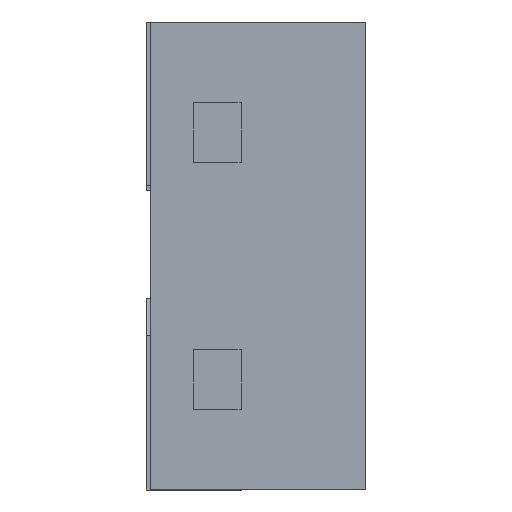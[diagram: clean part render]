
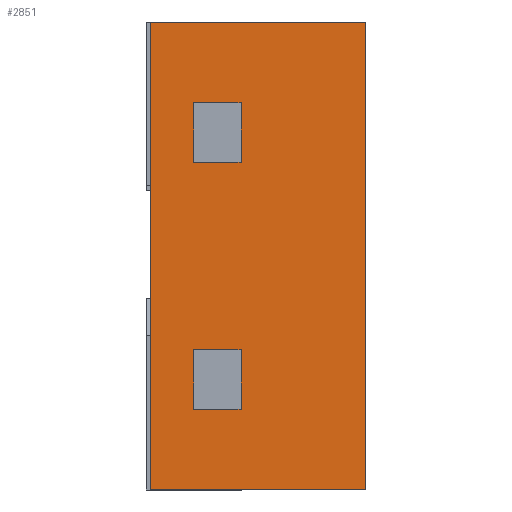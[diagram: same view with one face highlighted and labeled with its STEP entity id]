
A CAD part, left-side view. The second image highlights one B-rep face of the part: STEP entity #2851.
In plain terms, the highlighted planar face has unit normal (-1, 0, 0).
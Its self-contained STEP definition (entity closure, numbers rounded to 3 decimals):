
#124 = VERTEX_POINT ( 'NONE', #2388 ) ;
#131 = DIRECTION ( 'NONE',  ( 0., -1., 0. ) ) ;
#146 = VECTOR ( 'NONE', #2840, 1000. ) ;
#362 = LINE ( 'NONE', #2379, #1907 ) ;
#418 = CARTESIAN_POINT ( 'NONE',  ( 0., 0.46, -0.999 ) ) ;
#471 = VECTOR ( 'NONE', #1274, 1000. ) ;
#669 = VERTEX_POINT ( 'NONE', #2747 ) ;
#858 = EDGE_CURVE ( 'NONE', #2154, #124, #3684, .T. ) ;
#1132 = CARTESIAN_POINT ( 'NONE',  ( 0., 0., 0. ) ) ;
#1274 = DIRECTION ( 'NONE',  ( 0., -1., 0. ) ) ;
#1304 = EDGE_LOOP ( 'NONE', ( #2113, #3632, #1572, #3569 ) ) ;
#1572 = ORIENTED_EDGE ( 'NONE', *, *, #2580, .F. ) ;
#1706 = DIRECTION ( 'NONE',  ( 0., 0., -1. ) ) ;
#1725 = EDGE_CURVE ( 'NONE', #1979, #2154, #3561, .T. ) ;
#1726 = PLANE ( 'NONE',  #3433 ) ;
#1907 = VECTOR ( 'NONE', #3236, 1000. ) ;
#1979 = VERTEX_POINT ( 'NONE', #3158 ) ;
#2113 = ORIENTED_EDGE ( 'NONE', *, *, #858, .T. ) ;
#2154 = VERTEX_POINT ( 'NONE', #2746 ) ;
#2257 = DIRECTION ( 'NONE',  ( 1., 0., 0. ) ) ;
#2379 = CARTESIAN_POINT ( 'NONE',  ( 0., 0.46, 0. ) ) ;
#2388 = CARTESIAN_POINT ( 'NONE',  ( 0., 0., 0. ) ) ;
#2418 = EDGE_CURVE ( 'NONE', #669, #124, #2720, .T. ) ;
#2580 = EDGE_CURVE ( 'NONE', #1979, #669, #362, .T. ) ;
#2720 = LINE ( 'NONE', #3045, #3125 ) ;
#2746 = CARTESIAN_POINT ( 'NONE',  ( 0., 0., -0.999 ) ) ;
#2747 = CARTESIAN_POINT ( 'NONE',  ( 0., 0.46, 0. ) ) ;
#2840 = DIRECTION ( 'NONE',  ( 0., 0., 1. ) ) ;
#2851 = ADVANCED_FACE ( 'NONE', ( #3177 ), #1726, .F. ) ;
#2889 = CARTESIAN_POINT ( 'NONE',  ( 0., 0.46, 0. ) ) ;
#3045 = CARTESIAN_POINT ( 'NONE',  ( 0., 0.46, 0. ) ) ;
#3125 = VECTOR ( 'NONE', #131, 1000. ) ;
#3158 = CARTESIAN_POINT ( 'NONE',  ( 0., 0.46, -0.999 ) ) ;
#3177 = FACE_OUTER_BOUND ( 'NONE', #1304, .T. ) ;
#3236 = DIRECTION ( 'NONE',  ( 0., 0., 1. ) ) ;
#3433 = AXIS2_PLACEMENT_3D ( 'NONE', #2889, #2257, #1706 ) ;
#3561 = LINE ( 'NONE', #418, #471 ) ;
#3569 = ORIENTED_EDGE ( 'NONE', *, *, #1725, .T. ) ;
#3632 = ORIENTED_EDGE ( 'NONE', *, *, #2418, .F. ) ;
#3684 = LINE ( 'NONE', #1132, #146 ) ;
